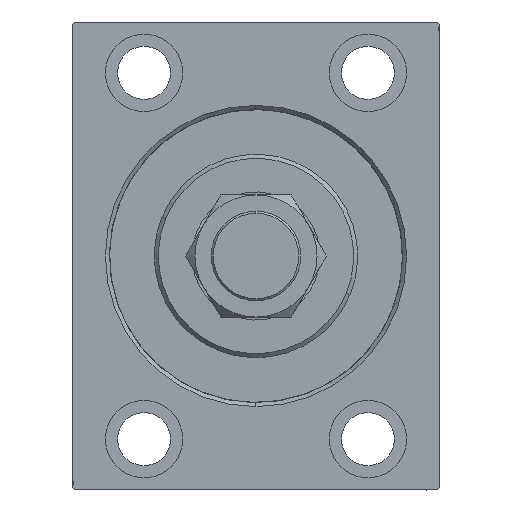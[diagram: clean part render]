
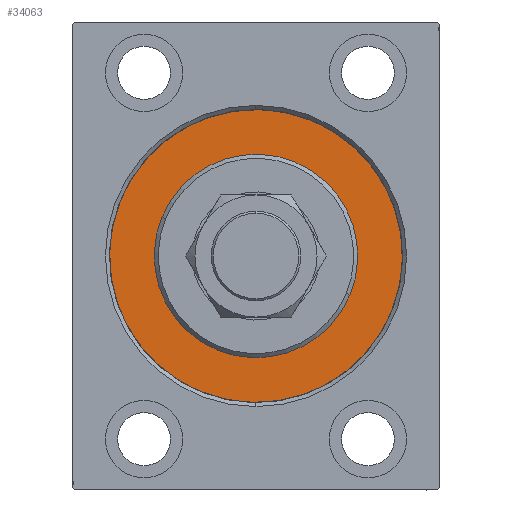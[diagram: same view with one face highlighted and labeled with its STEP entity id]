
A CAD part, left-side view. The second image highlights one B-rep face of the part: STEP entity #34063.
In plain terms, the highlighted face is planar.
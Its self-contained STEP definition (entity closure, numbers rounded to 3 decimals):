
#1521 = CARTESIAN_POINT ( 'NONE',  ( 0., 0., 0. ) ) ;
#5042 = CARTESIAN_POINT ( 'NONE',  ( 0., 0., 0. ) ) ;
#6146 = CIRCLE ( 'NONE', #12159, 25. ) ;
#6411 = DIRECTION ( 'NONE',  ( 1., 0., 0. ) ) ;
#7405 = AXIS2_PLACEMENT_3D ( 'NONE', #24595, #32531, #38876 ) ;
#9801 = EDGE_CURVE ( 'NONE', #20059, #45235, #10394, .T. ) ;
#10394 = CIRCLE ( 'NONE', #7405, 36. ) ;
#12159 = AXIS2_PLACEMENT_3D ( 'NONE', #34816, #6411, #35512 ) ;
#13225 = CARTESIAN_POINT ( 'NONE',  ( 0., 0., -36. ) ) ;
#15440 = ORIENTED_EDGE ( 'NONE', *, *, #24902, .F. ) ;
#15874 = DIRECTION ( 'NONE',  ( -1., 0., 0. ) ) ;
#16163 = CIRCLE ( 'NONE', #37897, 25. ) ;
#17378 = FACE_OUTER_BOUND ( 'NONE', #24453, .T. ) ;
#19010 = ORIENTED_EDGE ( 'NONE', *, *, #39878, .F. ) ;
#20059 = VERTEX_POINT ( 'NONE', #31707 ) ;
#21836 = CARTESIAN_POINT ( 'NONE',  ( 0., 0., 0. ) ) ;
#23772 = CARTESIAN_POINT ( 'NONE',  ( 0., 0., -25. ) ) ;
#24453 = EDGE_LOOP ( 'NONE', ( #19010, #26675 ) ) ;
#24595 = CARTESIAN_POINT ( 'NONE',  ( 0., 0., 0. ) ) ;
#24902 = EDGE_CURVE ( 'NONE', #45883, #39852, #6146, .T. ) ;
#25955 = CIRCLE ( 'NONE', #26717, 36. ) ;
#26675 = ORIENTED_EDGE ( 'NONE', *, *, #9801, .F. ) ;
#26717 = AXIS2_PLACEMENT_3D ( 'NONE', #1521, #15874, #30194 ) ;
#29746 = EDGE_LOOP ( 'NONE', ( #34931, #15440 ) ) ;
#30194 = DIRECTION ( 'NONE',  ( 0., 0., 1. ) ) ;
#31697 = DIRECTION ( 'NONE',  ( -1., 0., 0. ) ) ;
#31707 = CARTESIAN_POINT ( 'NONE',  ( 0., 0., 36. ) ) ;
#32529 = AXIS2_PLACEMENT_3D ( 'NONE', #21836, #31697, #45976 ) ;
#32531 = DIRECTION ( 'NONE',  ( -1., 0., 0. ) ) ;
#33243 = CARTESIAN_POINT ( 'NONE',  ( 0., 0., 25. ) ) ;
#34063 = ADVANCED_FACE ( 'NONE', ( #35897, #17378 ), #39650, .F. ) ;
#34816 = CARTESIAN_POINT ( 'NONE',  ( 0., 0., 0. ) ) ;
#34931 = ORIENTED_EDGE ( 'NONE', *, *, #38946, .F. ) ;
#35512 = DIRECTION ( 'NONE',  ( 0., 0., -1. ) ) ;
#35897 = FACE_BOUND ( 'NONE', #29746, .T. ) ;
#37897 = AXIS2_PLACEMENT_3D ( 'NONE', #5042, #40722, #44006 ) ;
#38876 = DIRECTION ( 'NONE',  ( 0., 0., 1. ) ) ;
#38946 = EDGE_CURVE ( 'NONE', #39852, #45883, #16163, .T. ) ;
#39650 = PLANE ( 'NONE',  #32529 ) ;
#39852 = VERTEX_POINT ( 'NONE', #33243 ) ;
#39878 = EDGE_CURVE ( 'NONE', #45235, #20059, #25955, .T. ) ;
#40722 = DIRECTION ( 'NONE',  ( 1., 0., 0. ) ) ;
#44006 = DIRECTION ( 'NONE',  ( 0., 0., -1. ) ) ;
#45235 = VERTEX_POINT ( 'NONE', #13225 ) ;
#45883 = VERTEX_POINT ( 'NONE', #23772 ) ;
#45976 = DIRECTION ( 'NONE',  ( 0., 0., 1. ) ) ;
